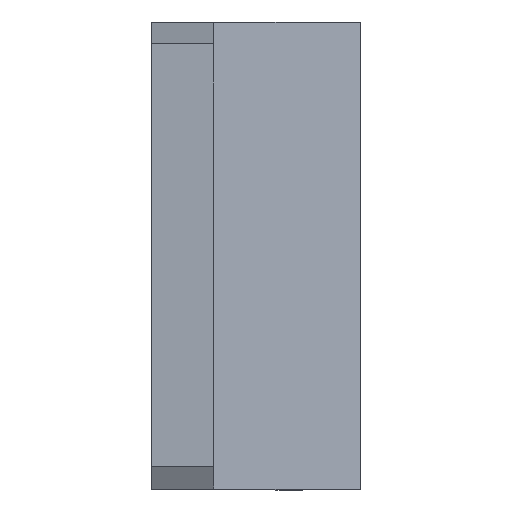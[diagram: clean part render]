
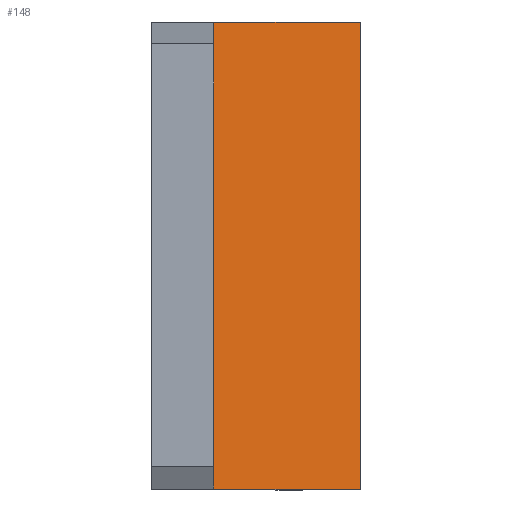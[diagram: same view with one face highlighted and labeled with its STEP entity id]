
A CAD part, top view. The second image highlights one B-rep face of the part: STEP entity #148.
In plain terms, the highlighted planar face has unit normal (0.15, 0, 0.989).
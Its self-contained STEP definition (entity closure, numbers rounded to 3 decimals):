
#109=CARTESIAN_POINT('Axis2P3D Location',(4.7,12.648,8.4)) ;
#114=CARTESIAN_POINT('Line Origine',(1.4,5.27,8.9)) ;
#118=CARTESIAN_POINT('Vertex',(1.4,0.,8.9)) ;
#120=CARTESIAN_POINT('Vertex',(1.4,10.54,8.9)) ;
#123=CARTESIAN_POINT('Line Origine',(3.05,0.,8.65)) ;
#127=CARTESIAN_POINT('Vertex',(4.7,0.,8.4)) ;
#130=CARTESIAN_POINT('Line Origine',(4.7,5.27,8.4)) ;
#134=CARTESIAN_POINT('Vertex',(4.7,10.54,8.4)) ;
#137=CARTESIAN_POINT('Line Origine',(3.05,10.54,8.65)) ;
#110=DIRECTION('Axis2P3D Direction',(-0.15,-0.,-0.989)) ;
#111=DIRECTION('Axis2P3D XDirection',(0.,-1.,0.)) ;
#115=DIRECTION('Vector Direction',(0.,-1.,0.)) ;
#124=DIRECTION('Vector Direction',(-0.989,0.,0.15)) ;
#131=DIRECTION('Vector Direction',(0.,-1.,0.)) ;
#138=DIRECTION('Vector Direction',(-0.989,0.,0.15)) ;
#112=AXIS2_PLACEMENT_3D('Plane Axis2P3D',#109,#110,#111) ;
#143=ORIENTED_EDGE('',*,*,#122,.F.) ;
#144=ORIENTED_EDGE('',*,*,#129,.T.) ;
#145=ORIENTED_EDGE('',*,*,#136,.T.) ;
#146=ORIENTED_EDGE('',*,*,#141,.T.) ;
#116=VECTOR('Line Direction',#115,1.) ;
#125=VECTOR('Line Direction',#124,1.) ;
#132=VECTOR('Line Direction',#131,1.) ;
#139=VECTOR('Line Direction',#138,1.) ;
#148=ADVANCED_FACE('PartBody',(#147),#113,.F.) ;
#122=EDGE_CURVE('',#119,#121,#117,.F.) ;
#129=EDGE_CURVE('',#119,#128,#126,.F.) ;
#136=EDGE_CURVE('',#128,#135,#133,.F.) ;
#141=EDGE_CURVE('',#135,#121,#140,.T.) ;
#142=EDGE_LOOP('',(#143,#144,#145,#146)) ;
#147=FACE_OUTER_BOUND('',#142,.T.) ;
#117=LINE('Line',#114,#116) ;
#126=LINE('Line',#123,#125) ;
#133=LINE('Line',#130,#132) ;
#140=LINE('Line',#137,#139) ;
#113=PLANE('Plane',#112) ;
#119=VERTEX_POINT('',#118) ;
#121=VERTEX_POINT('',#120) ;
#128=VERTEX_POINT('',#127) ;
#135=VERTEX_POINT('',#134) ;
